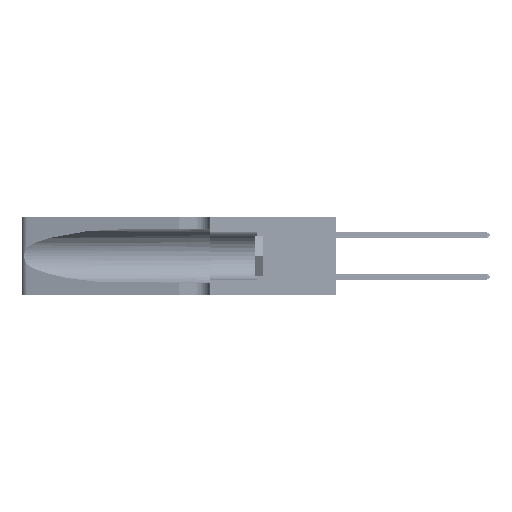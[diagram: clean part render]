
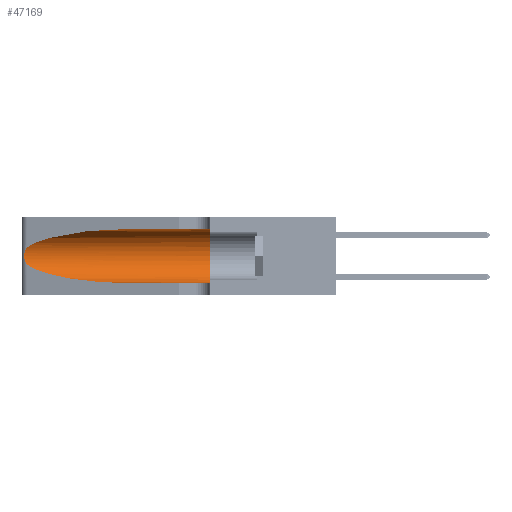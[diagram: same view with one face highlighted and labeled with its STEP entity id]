
A CAD part, left-side view. The second image highlights one B-rep face of the part: STEP entity #47169.
In plain terms, the highlighted cylindrical face has radius 3.308 mm (diameter 6.617 mm), a partial arc.
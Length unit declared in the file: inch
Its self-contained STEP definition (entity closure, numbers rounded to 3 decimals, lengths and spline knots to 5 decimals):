
#172 = EDGE_CURVE ( 'NONE', #35191, #12315, #21524, .T. ) ;
#353 = CARTESIAN_POINT ( 'NONE',  ( 0.25856, 1.23593, 0.16098 ) ) ;
#1123 = CARTESIAN_POINT ( 'NONE',  ( 0.25487, 1.22718, 0.14631 ) ) ;
#1920 = CARTESIAN_POINT ( 'NONE',  ( 0.1305, 1.61858, 0.185 ) ) ;
#1984 = CARTESIAN_POINT ( 'NONE',  ( 0.18966, 0.96281, 0.31525 ) ) ;
#2287 = DIRECTION ( 'NONE',  ( 0., 0., -1. ) ) ;
#2788 = AXIS2_PLACEMENT_3D ( 'NONE', #10631, #18740, #18917 ) ;
#3220 = EDGE_CURVE ( 'NONE', #35191, #13329, #46601, .T. ) ;
#4147 = FACE_OUTER_BOUND ( 'NONE', #17522, .T. ) ;
#4239 = CARTESIAN_POINT ( 'NONE',  ( 0.25487, 1.22718, 0.22369 ) ) ;
#4255 = ORIENTED_EDGE ( 'NONE', *, *, #3220, .T. ) ;
#5695 = VECTOR ( 'NONE', #46378, 39.37008 ) ;
#5835 = CARTESIAN_POINT ( 'NONE',  ( 0.25487, 1.22718, 0.22369 ) ) ;
#5887 = CARTESIAN_POINT ( 'NONE',  ( 0.18966, 0.96281, 0.05475 ) ) ;
#6689 = DIRECTION ( 'NONE',  ( 0., -1., 0. ) ) ;
#8275 = ORIENTED_EDGE ( 'NONE', *, *, #47730, .T. ) ;
#8429 = CARTESIAN_POINT ( 'NONE',  ( 0.25787, 1.23484, 0.2124 ) ) ;
#8803 = CARTESIAN_POINT ( 'NONE',  ( 0.25789, 1.23486, 0.15765 ) ) ;
#8819 = EDGE_CURVE ( 'NONE', #37710, #33467, #43850, .T. ) ;
#9138 = AXIS2_PLACEMENT_3D ( 'NONE', #1920, #6689, #2287 ) ;
#9174 = B_SPLINE_CURVE_WITH_KNOTS ( 'NONE', 3,
 ( #33265, #33639, #42124, #8429, #21334, #29773, #21156, #20776, #46498, #353, #8803, #29598, #33974, #37878 ),
 .UNSPECIFIED., .F., .F.,
 ( 4, 2, 2, 2, 2, 2, 4 ),
 ( 0., 0.00027, 0.00053, 0.00107, 0.0016, 0.00187, 0.00214 ),
 .UNSPECIFIED. ) ;
#10631 = CARTESIAN_POINT ( 'NONE',  ( 0.1305, 0.35, 0.185 ) ) ;
#12141 = DIRECTION ( 'NONE',  ( 0., -1., 0. ) ) ;
#12315 = VERTEX_POINT ( 'NONE', #38843 ) ;
#13329 = VERTEX_POINT ( 'NONE', #4239 ) ;
#13535 = ORIENTED_EDGE ( 'NONE', *, *, #39430, .T. ) ;
#16033 = CARTESIAN_POINT ( 'NONE',  ( 0.1305, 1.61858, 0.05475 ) ) ;
#16313 = ORIENTED_EDGE ( 'NONE', *, *, #172, .F. ) ;
#17522 = EDGE_LOOP ( 'NONE', ( #4255, #13535, #8275, #42470, #47249, #16313 ) ) ;
#17775 = CARTESIAN_POINT ( 'NONE',  ( 0.25487, 1.22718, 0.14631 ) ) ;
#18740 = DIRECTION ( 'NONE',  ( 0., 1., 0. ) ) ;
#18917 = DIRECTION ( 'NONE',  ( 0., 0., 1. ) ) ;
#20776 = CARTESIAN_POINT ( 'NONE',  ( 0.26075, 1.23896, 0.178 ) ) ;
#21156 = CARTESIAN_POINT ( 'NONE',  ( 0.26075, 1.23896, 0.19203 ) ) ;
#21334 = CARTESIAN_POINT ( 'NONE',  ( 0.25854, 1.2359, 0.20912 ) ) ;
#21524 = LINE ( 'NONE', #32220, #5695 ) ;
#22986 = CARTESIAN_POINT ( 'NONE',  ( 0.2373, 1.15595, 0.28018 ) ) ;
#23170 = CARTESIAN_POINT ( 'NONE',  ( 0.1305, 0.72297, 0.31525 ) ) ;
#23742 = CARTESIAN_POINT ( 'NONE',  ( 0.1305, 0.72297, 0.05475 ) ) ;
#25879 = CYLINDRICAL_SURFACE ( 'NONE', #9138, 0.13025 ) ;
#29598 = CARTESIAN_POINT ( 'NONE',  ( 0.25639, 1.23186, 0.15144 ) ) ;
#29773 = CARTESIAN_POINT ( 'NONE',  ( 0.26018, 1.23835, 0.19895 ) ) ;
#31277 = CARTESIAN_POINT ( 'NONE',  ( 0.1305, 0.35, 0.05475 ) ) ;
#32220 = CARTESIAN_POINT ( 'NONE',  ( 0.1305, 1.61858, 0.31525 ) ) ;
#33265 = CARTESIAN_POINT ( 'NONE',  ( 0.25487, 1.22718, 0.22369 ) ) ;
#33467 = VERTEX_POINT ( 'NONE', #31277 ) ;
#33639 = CARTESIAN_POINT ( 'NONE',  ( 0.25555, 1.22994, 0.2215 ) ) ;
#33974 = CARTESIAN_POINT ( 'NONE',  ( 0.25555, 1.22993, 0.14849 ) ) ;
#33996 = EDGE_CURVE ( 'NONE', #12315, #33467, #49490, .T. ) ;
#35191 = VERTEX_POINT ( 'NONE', #38320 ) ;
#35268 = VECTOR ( 'NONE', #12141, 39.37008 ) ;
#35479 = CARTESIAN_POINT ( 'NONE',  ( 0.2373, 1.15595, 0.08982 ) ) ;
#37538 =( BOUNDED_CURVE ( )  B_SPLINE_CURVE ( 3, ( #1123, #35479, #5887, #43612 ),
 .UNSPECIFIED., .F., .F. ) 
 B_SPLINE_CURVE_WITH_KNOTS ( ( 4, 4 ),
 ( 3.44316, 4.71239 ),
 .UNSPECIFIED. ) 
 CURVE ( )  GEOMETRIC_REPRESENTATION_ITEM ( )  RATIONAL_B_SPLINE_CURVE ( ( 1., 0.87, 0.87, 1. ) ) 
 REPRESENTATION_ITEM ( '' )  );
#37710 = VERTEX_POINT ( 'NONE', #23742 ) ;
#37878 = CARTESIAN_POINT ( 'NONE',  ( 0.25487, 1.22718, 0.14631 ) ) ;
#38320 = CARTESIAN_POINT ( 'NONE',  ( 0.1305, 0.72297, 0.31525 ) ) ;
#38843 = CARTESIAN_POINT ( 'NONE',  ( 0.1305, 0.35, 0.31525 ) ) ;
#39430 = EDGE_CURVE ( 'NONE', #13329, #51104, #9174, .T. ) ;
#42124 = CARTESIAN_POINT ( 'NONE',  ( 0.25639, 1.23184, 0.21858 ) ) ;
#42470 = ORIENTED_EDGE ( 'NONE', *, *, #8819, .T. ) ;
#43612 = CARTESIAN_POINT ( 'NONE',  ( 0.1305, 0.72297, 0.05475 ) ) ;
#43850 = LINE ( 'NONE', #16033, #35268 ) ;
#46378 = DIRECTION ( 'NONE',  ( 0., -1., 0. ) ) ;
#46498 = CARTESIAN_POINT ( 'NONE',  ( 0.26017, 1.23833, 0.17102 ) ) ;
#46601 =( BOUNDED_CURVE ( )  B_SPLINE_CURVE ( 3, ( #23170, #1984, #22986, #5835 ),
 .UNSPECIFIED., .F., .F. ) 
 B_SPLINE_CURVE_WITH_KNOTS ( ( 4, 4 ),
 ( 1.5708, 2.84003 ),
 .UNSPECIFIED. ) 
 CURVE ( )  GEOMETRIC_REPRESENTATION_ITEM ( )  RATIONAL_B_SPLINE_CURVE ( ( 1., 0.87, 0.87, 1. ) ) 
 REPRESENTATION_ITEM ( '' )  );
#47169 = ADVANCED_FACE ( 'NONE', ( #4147 ), #25879, .F. ) ;
#47249 = ORIENTED_EDGE ( 'NONE', *, *, #33996, .F. ) ;
#47730 = EDGE_CURVE ( 'NONE', #51104, #37710, #37538, .T. ) ;
#49490 = CIRCLE ( 'NONE', #2788, 0.13025 ) ;
#51104 = VERTEX_POINT ( 'NONE', #17775 ) ;
